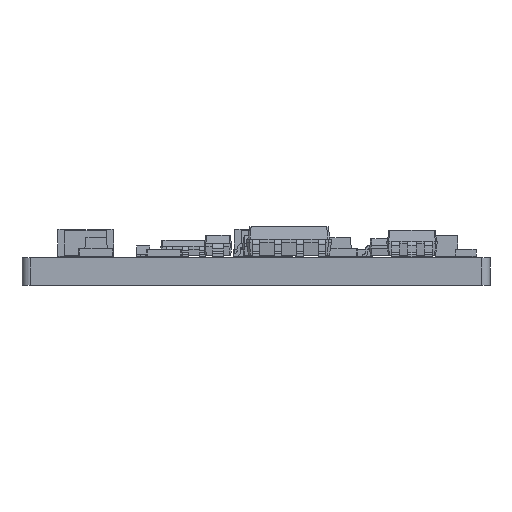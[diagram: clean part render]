
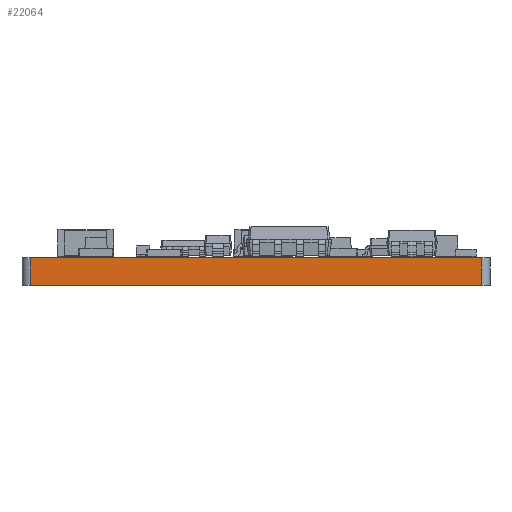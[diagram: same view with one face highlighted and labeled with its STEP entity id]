
A CAD part, left-side view. The second image highlights one B-rep face of the part: STEP entity #22064.
In plain terms, the highlighted planar face has unit normal (-1, 0, 0).
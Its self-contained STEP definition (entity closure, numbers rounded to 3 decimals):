
#21183 = VERTEX_POINT('',#21184);
#21184 = CARTESIAN_POINT('',(-1.5,13.,0.));
#21191 = EDGE_CURVE('',#21192,#21183,#21194,.T.);
#21192 = VERTEX_POINT('',#21193);
#21193 = CARTESIAN_POINT('',(-1.5,-13.,0.));
#21194 = LINE('',#21195,#21196);
#21195 = CARTESIAN_POINT('',(-1.5,-13.,0.));
#21196 = VECTOR('',#21197,1.);
#21197 = DIRECTION('',(0.,1.,0.));
#21610 = VERTEX_POINT('',#21611);
#21611 = CARTESIAN_POINT('',(-1.5,13.,1.6));
#21618 = EDGE_CURVE('',#21619,#21610,#21621,.T.);
#21619 = VERTEX_POINT('',#21620);
#21620 = CARTESIAN_POINT('',(-1.5,-13.,1.6));
#21621 = LINE('',#21622,#21623);
#21622 = CARTESIAN_POINT('',(-1.5,-13.,1.6));
#21623 = VECTOR('',#21624,1.);
#21624 = DIRECTION('',(0.,1.,0.));
#22034 = EDGE_CURVE('',#21183,#21610,#22035,.T.);
#22035 = LINE('',#22036,#22037);
#22036 = CARTESIAN_POINT('',(-1.5,13.,0.));
#22037 = VECTOR('',#22038,1.);
#22038 = DIRECTION('',(0.,0.,1.));
#22064 = ADVANCED_FACE('',(#22065),#22076,.T.);
#22065 = FACE_BOUND('',#22066,.T.);
#22066 = EDGE_LOOP('',(#22067,#22073,#22074,#22075));
#22067 = ORIENTED_EDGE('',*,*,#22068,.T.);
#22068 = EDGE_CURVE('',#21192,#21619,#22069,.T.);
#22069 = LINE('',#22070,#22071);
#22070 = CARTESIAN_POINT('',(-1.5,-13.,0.));
#22071 = VECTOR('',#22072,1.);
#22072 = DIRECTION('',(0.,0.,1.));
#22073 = ORIENTED_EDGE('',*,*,#21618,.T.);
#22074 = ORIENTED_EDGE('',*,*,#22034,.F.);
#22075 = ORIENTED_EDGE('',*,*,#21191,.F.);
#22076 = PLANE('',#22077);
#22077 = AXIS2_PLACEMENT_3D('',#22078,#22079,#22080);
#22078 = CARTESIAN_POINT('',(-1.5,-13.,0.));
#22079 = DIRECTION('',(-1.,0.,0.));
#22080 = DIRECTION('',(0.,1.,0.));
